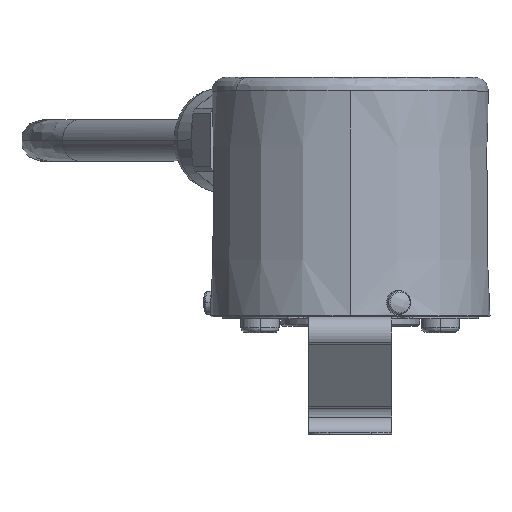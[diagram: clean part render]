
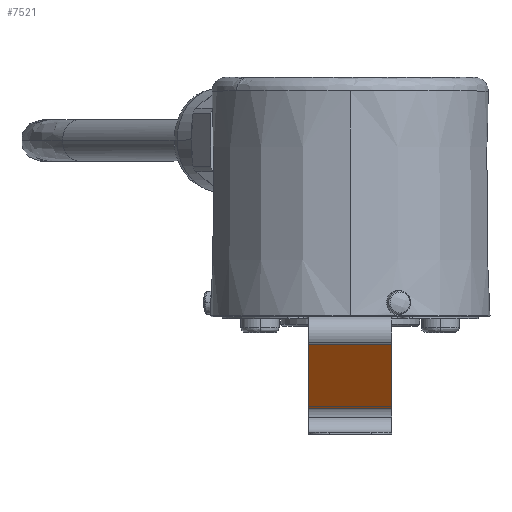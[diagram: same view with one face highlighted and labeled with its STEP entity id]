
A CAD part, top view. The second image highlights one B-rep face of the part: STEP entity #7521.
In plain terms, the highlighted planar face has unit normal (0, -0.593, 0.805).
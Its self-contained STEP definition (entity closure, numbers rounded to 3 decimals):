
#20 = VECTOR ( 'NONE', #2128, 1000. ) ;
#209 = EDGE_CURVE ( 'NONE', #1686, #480, #8223, .T. ) ;
#388 = VECTOR ( 'NONE', #1222, 1000. ) ;
#480 = VERTEX_POINT ( 'NONE', #2061 ) ;
#771 = CARTESIAN_POINT ( 'NONE',  ( -6., -3.982, 17.013 ) ) ;
#776 = EDGE_LOOP ( 'NONE', ( #8696, #7765, #5630, #3393 ) ) ;
#1222 = DIRECTION ( 'NONE',  ( 0., -0.805, -0.593 ) ) ;
#1686 = VERTEX_POINT ( 'NONE', #1694 ) ;
#1694 = CARTESIAN_POINT ( 'NONE',  ( -6., -13.195, 10.229 ) ) ;
#2061 = CARTESIAN_POINT ( 'NONE',  ( 6., -13.195, 10.229 ) ) ;
#2128 = DIRECTION ( 'NONE',  ( 1., 0., 0. ) ) ;
#2195 = CARTESIAN_POINT ( 'NONE',  ( 6., -3.982, 17.013 ) ) ;
#2201 = DIRECTION ( 'NONE',  ( 0., 0.805, 0.593 ) ) ;
#2800 = VECTOR ( 'NONE', #8134, 1000. ) ;
#3127 = EDGE_CURVE ( 'NONE', #480, #6440, #8000, .T. ) ;
#3202 = FACE_OUTER_BOUND ( 'NONE', #776, .T. ) ;
#3393 = ORIENTED_EDGE ( 'NONE', *, *, #3127, .T. ) ;
#3789 = CARTESIAN_POINT ( 'NONE',  ( -6., -3.982, 17.013 ) ) ;
#4166 = CARTESIAN_POINT ( 'NONE',  ( -6., -13.195, 10.229 ) ) ;
#4301 = VECTOR ( 'NONE', #2201, 1000. ) ;
#4560 = CARTESIAN_POINT ( 'NONE',  ( -6., -3.982, 17.013 ) ) ;
#4598 = LINE ( 'NONE', #771, #2800 ) ;
#5197 = DIRECTION ( 'NONE',  ( 0., -0.805, -0.593 ) ) ;
#5358 = EDGE_CURVE ( 'NONE', #8424, #6440, #4598, .T. ) ;
#5630 = ORIENTED_EDGE ( 'NONE', *, *, #209, .T. ) ;
#6440 = VERTEX_POINT ( 'NONE', #2195 ) ;
#6576 = DIRECTION ( 'NONE',  ( 0., -0.593, 0.805 ) ) ;
#6724 = EDGE_CURVE ( 'NONE', #8424, #1686, #8169, .T. ) ;
#7405 = AXIS2_PLACEMENT_3D ( 'NONE', #8649, #6576, #5197 ) ;
#7521 = ADVANCED_FACE ( 'NONE', ( #3202 ), #8678, .T. ) ;
#7765 = ORIENTED_EDGE ( 'NONE', *, *, #6724, .T. ) ;
#8000 = LINE ( 'NONE', #8196, #4301 ) ;
#8134 = DIRECTION ( 'NONE',  ( 1., 0., 0. ) ) ;
#8169 = LINE ( 'NONE', #4560, #388 ) ;
#8196 = CARTESIAN_POINT ( 'NONE',  ( 6., -13.195, 10.229 ) ) ;
#8223 = LINE ( 'NONE', #4166, #20 ) ;
#8424 = VERTEX_POINT ( 'NONE', #3789 ) ;
#8649 = CARTESIAN_POINT ( 'NONE',  ( -6., -3.982, 17.013 ) ) ;
#8678 = PLANE ( 'NONE',  #7405 ) ;
#8696 = ORIENTED_EDGE ( 'NONE', *, *, #5358, .F. ) ;
